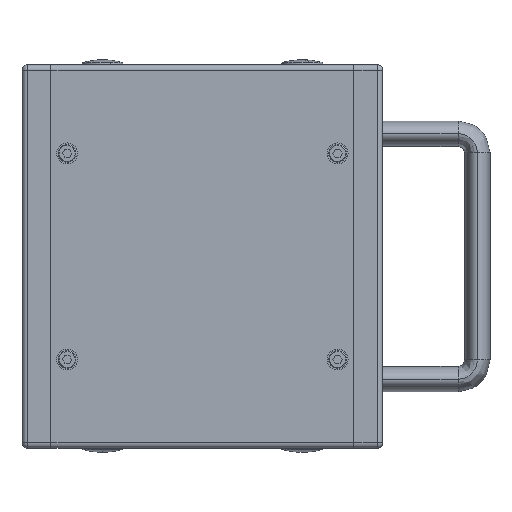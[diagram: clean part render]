
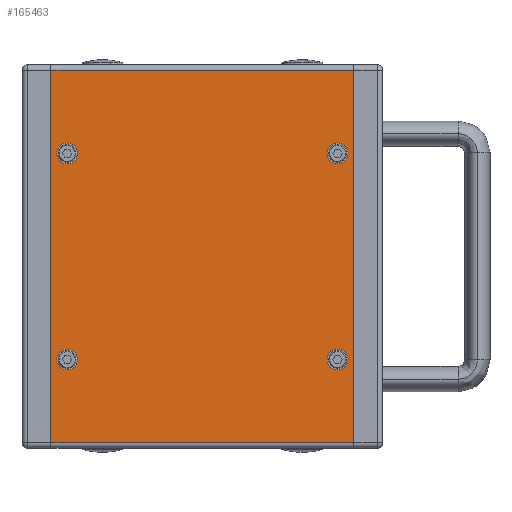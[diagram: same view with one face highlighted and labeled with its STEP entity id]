
A CAD part, left-side view. The second image highlights one B-rep face of the part: STEP entity #165463.
In plain terms, the highlighted planar face has unit normal (-1, 0, 0).
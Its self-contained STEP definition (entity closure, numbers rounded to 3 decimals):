
#2761 = CARTESIAN_POINT ( 'NONE',  ( -59.1, 42., 5.561 ) ) ;
#2952 = ORIENTED_EDGE ( 'NONE', *, *, #105164, .T. ) ;
#5727 = EDGE_LOOP ( 'NONE', ( #109490, #52030 ) ) ;
#7004 = CARTESIAN_POINT ( 'NONE',  ( -59.1, -47., 97.061 ) ) ;
#7724 = EDGE_CURVE ( 'NONE', #100577, #168596, #41175, .T. ) ;
#9948 = CARTESIAN_POINT ( 'NONE',  ( -59.1, -47., 97.061 ) ) ;
#10145 = DIRECTION ( 'NONE',  ( -1., 0., 0. ) ) ;
#11819 = CIRCLE ( 'NONE', #119192, 3.25 ) ;
#16406 = CARTESIAN_POINT ( 'NONE',  ( -59.1, -42., 69.561 ) ) ;
#21473 = DIRECTION ( 'NONE',  ( 0., 0., 1. ) ) ;
#22218 = EDGE_CURVE ( 'NONE', #237660, #38579, #45628, .T. ) ;
#22811 = CARTESIAN_POINT ( 'NONE',  ( -59.1, 42., 8.811 ) ) ;
#24874 = DIRECTION ( 'NONE',  ( 0., 0., -1. ) ) ;
#26127 = ORIENTED_EDGE ( 'NONE', *, *, #174399, .F. ) ;
#28127 = FACE_BOUND ( 'NONE', #65490, .T. ) ;
#28656 = DIRECTION ( 'NONE',  ( 0., 1., 0. ) ) ;
#31082 = CARTESIAN_POINT ( 'NONE',  ( -59.1, 42., 5.561 ) ) ;
#31266 = LINE ( 'NONE', #105114, #224297 ) ;
#31641 = CARTESIAN_POINT ( 'NONE',  ( -59.1, 47., 97.061 ) ) ;
#33059 = CARTESIAN_POINT ( 'NONE',  ( -59.1, -42., 66.311 ) ) ;
#33977 = FACE_OUTER_BOUND ( 'NONE', #104943, .T. ) ;
#35166 = DIRECTION ( 'NONE',  ( 0., 0., 1. ) ) ;
#37038 = EDGE_CURVE ( 'NONE', #175305, #235998, #59583, .T. ) ;
#37532 = EDGE_CURVE ( 'NONE', #133498, #100017, #181696, .T. ) ;
#38579 = VERTEX_POINT ( 'NONE', #22811 ) ;
#41175 = LINE ( 'NONE', #31641, #234152 ) ;
#42711 = ORIENTED_EDGE ( 'NONE', *, *, #178281, .T. ) ;
#45628 = CIRCLE ( 'NONE', #89189, 3.25 ) ;
#47899 = AXIS2_PLACEMENT_3D ( 'NONE', #16406, #147189, #35166 ) ;
#49922 = DIRECTION ( 'NONE',  ( 0., 0., 1. ) ) ;
#52030 = ORIENTED_EDGE ( 'NONE', *, *, #37532, .F. ) ;
#55332 = AXIS2_PLACEMENT_3D ( 'NONE', #222095, #110103, #240928 ) ;
#56791 = CIRCLE ( 'NONE', #209613, 3.25 ) ;
#58299 = AXIS2_PLACEMENT_3D ( 'NONE', #80448, #211230, #99236 ) ;
#59583 = CIRCLE ( 'NONE', #164512, 3.25 ) ;
#59785 = VECTOR ( 'NONE', #24874, 1000. ) ;
#65135 = DIRECTION ( 'NONE',  ( -1., 0., 0. ) ) ;
#65490 = EDGE_LOOP ( 'NONE', ( #206595, #101062 ) ) ;
#70414 = ORIENTED_EDGE ( 'NONE', *, *, #94927, .F. ) ;
#72128 = ORIENTED_EDGE ( 'NONE', *, *, #7724, .T. ) ;
#75664 = CIRCLE ( 'NONE', #55332, 3.25 ) ;
#77877 = FACE_BOUND ( 'NONE', #84950, .T. ) ;
#80294 = CARTESIAN_POINT ( 'NONE',  ( -59.1, -47., -20.339 ) ) ;
#80448 = CARTESIAN_POINT ( 'NONE',  ( -59.1, -42., 69.561 ) ) ;
#83902 = VERTEX_POINT ( 'NONE', #90995 ) ;
#84477 = EDGE_CURVE ( 'NONE', #100017, #133498, #117070, .T. ) ;
#84950 = EDGE_LOOP ( 'NONE', ( #204082, #26127 ) ) ;
#89189 = AXIS2_PLACEMENT_3D ( 'NONE', #31082, #161771, #49922 ) ;
#90995 = CARTESIAN_POINT ( 'NONE',  ( -59.1, -42., 2.311 ) ) ;
#92859 = CARTESIAN_POINT ( 'NONE',  ( -59.1, 42., 66.311 ) ) ;
#94927 = EDGE_CURVE ( 'NONE', #38579, #237660, #11819, .T. ) ;
#98307 = DIRECTION ( 'NONE',  ( 0., -1., 0. ) ) ;
#99236 = DIRECTION ( 'NONE',  ( 0., 0., 1. ) ) ;
#100017 = VERTEX_POINT ( 'NONE', #118956 ) ;
#100577 = VERTEX_POINT ( 'NONE', #118672 ) ;
#101062 = ORIENTED_EDGE ( 'NONE', *, *, #137039, .F. ) ;
#104943 = EDGE_LOOP ( 'NONE', ( #239522, #2952, #72128, #42711 ) ) ;
#105114 = CARTESIAN_POINT ( 'NONE',  ( -59.1, 47., 95.461 ) ) ;
#105164 = EDGE_CURVE ( 'NONE', #115391, #100577, #31266, .T. ) ;
#105684 = DIRECTION ( 'NONE',  ( -1., 0., 0. ) ) ;
#109490 = ORIENTED_EDGE ( 'NONE', *, *, #84477, .F. ) ;
#110103 = DIRECTION ( 'NONE',  ( -1., 0., 0. ) ) ;
#110231 = AXIS2_PLACEMENT_3D ( 'NONE', #9948, #140612, #28656 ) ;
#112327 = CARTESIAN_POINT ( 'NONE',  ( -59.1, -47., -20.339 ) ) ;
#115391 = VERTEX_POINT ( 'NONE', #200459 ) ;
#117070 = CIRCLE ( 'NONE', #47899, 3.25 ) ;
#117207 = CIRCLE ( 'NONE', #147353, 3.25 ) ;
#118672 = CARTESIAN_POINT ( 'NONE',  ( -59.1, 47., 95.461 ) ) ;
#118956 = CARTESIAN_POINT ( 'NONE',  ( -59.1, -42., 72.811 ) ) ;
#119192 = AXIS2_PLACEMENT_3D ( 'NONE', #2761, #133424, #21473 ) ;
#119809 = CARTESIAN_POINT ( 'NONE',  ( -59.1, 42., 2.311 ) ) ;
#122015 = CARTESIAN_POINT ( 'NONE',  ( -59.1, 42., 69.561 ) ) ;
#127554 = FACE_BOUND ( 'NONE', #5727, .T. ) ;
#128868 = EDGE_LOOP ( 'NONE', ( #70414, #202439 ) ) ;
#133424 = DIRECTION ( 'NONE',  ( -1., 0., 0. ) ) ;
#133432 = FACE_BOUND ( 'NONE', #128868, .T. ) ;
#133498 = VERTEX_POINT ( 'NONE', #33059 ) ;
#137039 = EDGE_CURVE ( 'NONE', #235998, #175305, #117207, .T. ) ;
#140612 = DIRECTION ( 'NONE',  ( 1., 0., 0. ) ) ;
#140796 = DIRECTION ( 'NONE',  ( 0., 0., 1. ) ) ;
#140993 = EDGE_CURVE ( 'NONE', #141298, #83902, #56791, .T. ) ;
#141298 = VERTEX_POINT ( 'NONE', #180399 ) ;
#145898 = VERTEX_POINT ( 'NONE', #112327 ) ;
#147189 = DIRECTION ( 'NONE',  ( -1., 0., 0. ) ) ;
#147353 = AXIS2_PLACEMENT_3D ( 'NONE', #122015, #10145, #140796 ) ;
#158597 = PLANE ( 'NONE',  #110231 ) ;
#159181 = CARTESIAN_POINT ( 'NONE',  ( -59.1, 47., -20.339 ) ) ;
#159482 = CARTESIAN_POINT ( 'NONE',  ( -59.1, 42., 72.811 ) ) ;
#161771 = DIRECTION ( 'NONE',  ( -1., 0., 0. ) ) ;
#164512 = AXIS2_PLACEMENT_3D ( 'NONE', #177181, #65135, #195996 ) ;
#165463 = ADVANCED_FACE ( 'NONE', ( #77877, #33977, #127554, #28127, #133432 ), #158597, .F. ) ;
#168596 = VERTEX_POINT ( 'NONE', #159181 ) ;
#174399 = EDGE_CURVE ( 'NONE', #83902, #141298, #75664, .T. ) ;
#175305 = VERTEX_POINT ( 'NONE', #159482 ) ;
#177181 = CARTESIAN_POINT ( 'NONE',  ( -59.1, 42., 69.561 ) ) ;
#178281 = EDGE_CURVE ( 'NONE', #168596, #145898, #234681, .T. ) ;
#180287 = DIRECTION ( 'NONE',  ( 0., 1., 0. ) ) ;
#180399 = CARTESIAN_POINT ( 'NONE',  ( -59.1, -42., 8.811 ) ) ;
#181159 = DIRECTION ( 'NONE',  ( 0., 0., -1. ) ) ;
#181696 = CIRCLE ( 'NONE', #58299, 3.25 ) ;
#195996 = DIRECTION ( 'NONE',  ( 0., 0., 1. ) ) ;
#200459 = CARTESIAN_POINT ( 'NONE',  ( -59.1, -47., 95.461 ) ) ;
#202439 = ORIENTED_EDGE ( 'NONE', *, *, #22218, .F. ) ;
#203132 = LINE ( 'NONE', #7004, #59785 ) ;
#204082 = ORIENTED_EDGE ( 'NONE', *, *, #140993, .F. ) ;
#206595 = ORIENTED_EDGE ( 'NONE', *, *, #37038, .F. ) ;
#209613 = AXIS2_PLACEMENT_3D ( 'NONE', #217705, #105684, #236483 ) ;
#211230 = DIRECTION ( 'NONE',  ( -1., 0., 0. ) ) ;
#217705 = CARTESIAN_POINT ( 'NONE',  ( -59.1, -42., 5.561 ) ) ;
#222095 = CARTESIAN_POINT ( 'NONE',  ( -59.1, -42., 5.561 ) ) ;
#224297 = VECTOR ( 'NONE', #180287, 1000. ) ;
#227385 = EDGE_CURVE ( 'NONE', #115391, #145898, #203132, .T. ) ;
#228814 = VECTOR ( 'NONE', #98307, 1000. ) ;
#234152 = VECTOR ( 'NONE', #181159, 1000. ) ;
#234681 = LINE ( 'NONE', #80294, #228814 ) ;
#235998 = VERTEX_POINT ( 'NONE', #92859 ) ;
#236483 = DIRECTION ( 'NONE',  ( 0., 0., 1. ) ) ;
#237660 = VERTEX_POINT ( 'NONE', #119809 ) ;
#239522 = ORIENTED_EDGE ( 'NONE', *, *, #227385, .F. ) ;
#240928 = DIRECTION ( 'NONE',  ( 0., 0., 1. ) ) ;
